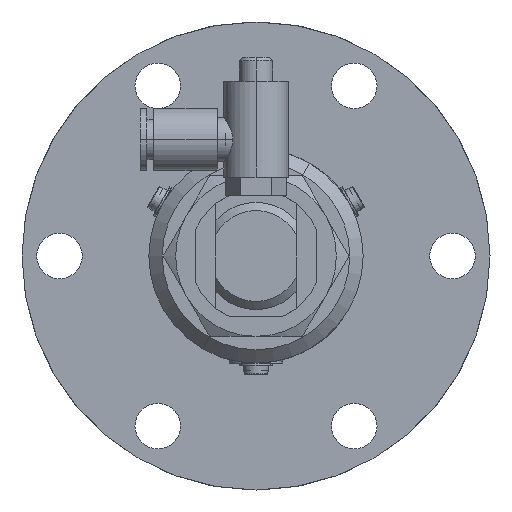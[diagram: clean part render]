
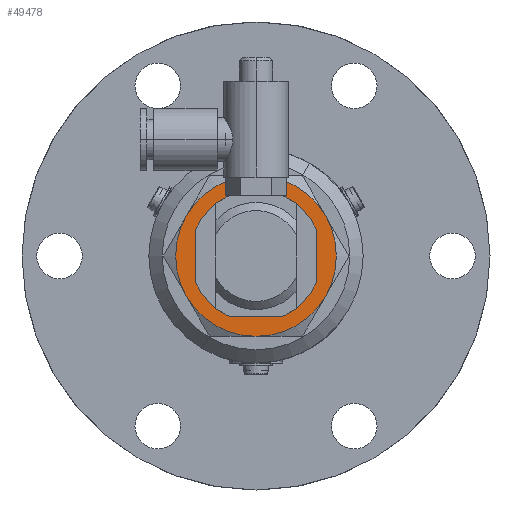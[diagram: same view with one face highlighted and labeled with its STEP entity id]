
A CAD part, front view. The second image highlights one B-rep face of the part: STEP entity #49478.
In plain terms, the highlighted face is planar.
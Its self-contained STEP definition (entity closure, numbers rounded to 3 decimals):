
#45 = EDGE_LOOP ( 'NONE', ( #6861, #24413, #59766, #17801, #51402, #16673 ) ) ;
#409 = DIRECTION ( 'NONE',  ( 0., 0., -1. ) ) ;
#919 = CARTESIAN_POINT ( 'NONE',  ( 0., 0., -8. ) ) ;
#957 = EDGE_CURVE ( 'NONE', #27071, #18643, #30807, .T. ) ;
#1269 = CIRCLE ( 'NONE', #54415, 12. ) ;
#1566 = EDGE_CURVE ( 'NONE', #58408, #26976, #48080, .T. ) ;
#1672 = CARTESIAN_POINT ( 'NONE',  ( -6., 10.392, -8. ) ) ;
#3638 = VERTEX_POINT ( 'NONE', #7488 ) ;
#6240 = DIRECTION ( 'NONE',  ( 1., 0., 0. ) ) ;
#6861 = ORIENTED_EDGE ( 'NONE', *, *, #62818, .F. ) ;
#7488 = CARTESIAN_POINT ( 'NONE',  ( -6., -10.392, -8. ) ) ;
#7797 = CARTESIAN_POINT ( 'NONE',  ( 0., 0., -8. ) ) ;
#8249 = DIRECTION ( 'NONE',  ( 0., 0., 1. ) ) ;
#8323 = AXIS2_PLACEMENT_3D ( 'NONE', #47560, #409, #68341 ) ;
#10064 = CIRCLE ( 'NONE', #62065, 12. ) ;
#10086 = CARTESIAN_POINT ( 'NONE',  ( 8., 0., -8. ) ) ;
#13500 = VERTEX_POINT ( 'NONE', #10086 ) ;
#13983 = DIRECTION ( 'NONE',  ( -1., 0., 0. ) ) ;
#14344 = AXIS2_PLACEMENT_3D ( 'NONE', #19277, #56446, #13983 ) ;
#16673 = ORIENTED_EDGE ( 'NONE', *, *, #41782, .F. ) ;
#16734 = CARTESIAN_POINT ( 'NONE',  ( -12., 0., -8. ) ) ;
#17801 = ORIENTED_EDGE ( 'NONE', *, *, #957, .F. ) ;
#17808 = CIRCLE ( 'NONE', #43543, 12. ) ;
#17952 = ORIENTED_EDGE ( 'NONE', *, *, #38167, .T. ) ;
#18643 = VERTEX_POINT ( 'NONE', #25242 ) ;
#19277 = CARTESIAN_POINT ( 'NONE',  ( 0., 0., -8. ) ) ;
#19397 = DIRECTION ( 'NONE',  ( -1., 0., 0. ) ) ;
#19544 = DIRECTION ( 'NONE',  ( 0., 0., 1. ) ) ;
#19615 = CARTESIAN_POINT ( 'NONE',  ( 0., 0., -8. ) ) ;
#20139 = DIRECTION ( 'NONE',  ( 0., 0., 1. ) ) ;
#21268 = EDGE_CURVE ( 'NONE', #13500, #52612, #62227, .T. ) ;
#21521 = CARTESIAN_POINT ( 'NONE',  ( 6., -10.392, -8. ) ) ;
#24413 = ORIENTED_EDGE ( 'NONE', *, *, #1566, .F. ) ;
#25242 = CARTESIAN_POINT ( 'NONE',  ( 6., 10.392, -8. ) ) ;
#26976 = VERTEX_POINT ( 'NONE', #16734 ) ;
#27071 = VERTEX_POINT ( 'NONE', #49954 ) ;
#27723 = DIRECTION ( 'NONE',  ( 0., 0., 1. ) ) ;
#30601 = AXIS2_PLACEMENT_3D ( 'NONE', #19615, #45706, #19397 ) ;
#30807 = CIRCLE ( 'NONE', #37228, 12. ) ;
#31295 = EDGE_CURVE ( 'NONE', #18643, #58408, #1269, .T. ) ;
#33913 = CARTESIAN_POINT ( 'NONE',  ( 0., 0., -8. ) ) ;
#34624 = AXIS2_PLACEMENT_3D ( 'NONE', #7797, #8249, #66638 ) ;
#37118 = VERTEX_POINT ( 'NONE', #21521 ) ;
#37228 = AXIS2_PLACEMENT_3D ( 'NONE', #919, #37905, #6240 ) ;
#37905 = DIRECTION ( 'NONE',  ( 0., 0., 1. ) ) ;
#38167 = EDGE_CURVE ( 'NONE', #52612, #13500, #54387, .T. ) ;
#39937 = CIRCLE ( 'NONE', #14344, 12. ) ;
#41782 = EDGE_CURVE ( 'NONE', #3638, #37118, #17808, .T. ) ;
#42951 = CARTESIAN_POINT ( 'NONE',  ( 0., 0., -8. ) ) ;
#43543 = AXIS2_PLACEMENT_3D ( 'NONE', #33913, #54057, #65059 ) ;
#44936 = ORIENTED_EDGE ( 'NONE', *, *, #21268, .T. ) ;
#45706 = DIRECTION ( 'NONE',  ( 0., 0., 1. ) ) ;
#46541 = CARTESIAN_POINT ( 'NONE',  ( 0., 0., -8. ) ) ;
#46644 = FACE_BOUND ( 'NONE', #53594, .T. ) ;
#46879 = PLANE ( 'NONE',  #8323 ) ;
#46886 = CARTESIAN_POINT ( 'NONE',  ( 0., 0., -8. ) ) ;
#47560 = CARTESIAN_POINT ( 'NONE',  ( 0., 13.856, -8. ) ) ;
#48080 = CIRCLE ( 'NONE', #34624, 12. ) ;
#48271 = DIRECTION ( 'NONE',  ( -1., 0., 0. ) ) ;
#49478 = ADVANCED_FACE ( 'NONE', ( #60703, #46644 ), #46879, .T. ) ;
#49954 = CARTESIAN_POINT ( 'NONE',  ( 12., 0., -8. ) ) ;
#51402 = ORIENTED_EDGE ( 'NONE', *, *, #54048, .F. ) ;
#52612 = VERTEX_POINT ( 'NONE', #53049 ) ;
#53049 = CARTESIAN_POINT ( 'NONE',  ( -8., 0., -8. ) ) ;
#53594 = EDGE_LOOP ( 'NONE', ( #44936, #17952 ) ) ;
#54048 = EDGE_CURVE ( 'NONE', #37118, #27071, #10064, .T. ) ;
#54057 = DIRECTION ( 'NONE',  ( 0., 0., 1. ) ) ;
#54387 = CIRCLE ( 'NONE', #54617, 8. ) ;
#54415 = AXIS2_PLACEMENT_3D ( 'NONE', #46541, #19544, #57423 ) ;
#54617 = AXIS2_PLACEMENT_3D ( 'NONE', #42951, #27723, #48271 ) ;
#56446 = DIRECTION ( 'NONE',  ( 0., 0., 1. ) ) ;
#57071 = DIRECTION ( 'NONE',  ( -1., 0., 0. ) ) ;
#57423 = DIRECTION ( 'NONE',  ( -1., 0., 0. ) ) ;
#58408 = VERTEX_POINT ( 'NONE', #1672 ) ;
#59766 = ORIENTED_EDGE ( 'NONE', *, *, #31295, .F. ) ;
#60703 = FACE_OUTER_BOUND ( 'NONE', #45, .T. ) ;
#62065 = AXIS2_PLACEMENT_3D ( 'NONE', #46886, #20139, #57071 ) ;
#62227 = CIRCLE ( 'NONE', #30601, 8. ) ;
#62818 = EDGE_CURVE ( 'NONE', #26976, #3638, #39937, .T. ) ;
#65059 = DIRECTION ( 'NONE',  ( -1., 0., 0. ) ) ;
#66638 = DIRECTION ( 'NONE',  ( -1., 0., 0. ) ) ;
#68341 = DIRECTION ( 'NONE',  ( -1., 0., 0. ) ) ;
